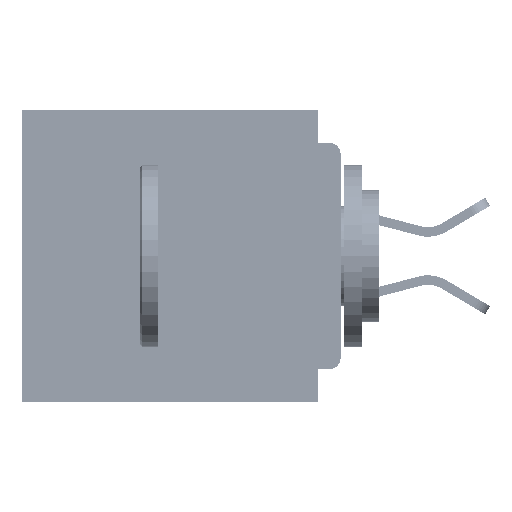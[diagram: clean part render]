
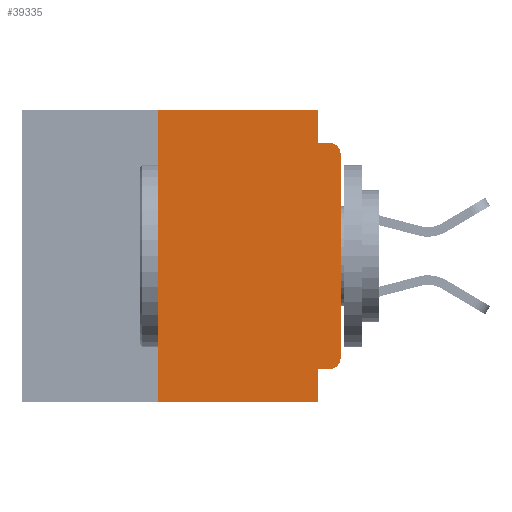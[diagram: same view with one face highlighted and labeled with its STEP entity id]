
A CAD part, left-side view. The second image highlights one B-rep face of the part: STEP entity #39335.
In plain terms, the highlighted planar face has unit normal (-1, 0, 0).
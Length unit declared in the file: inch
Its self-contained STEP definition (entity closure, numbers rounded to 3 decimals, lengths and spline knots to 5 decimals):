
#628 = VECTOR ( 'NONE', #49428, 39.37008 ) ;
#1036 = VERTEX_POINT ( 'NONE', #18754 ) ;
#1244 = CARTESIAN_POINT ( 'NONE',  ( 0., 0., -0.34 ) ) ;
#2547 = LINE ( 'NONE', #15783, #14460 ) ;
#4479 = EDGE_CURVE ( 'NONE', #22795, #38042, #42719, .T. ) ;
#4544 = EDGE_CURVE ( 'NONE', #5438, #31578, #17610, .T. ) ;
#4634 = ORIENTED_EDGE ( 'NONE', *, *, #55446, .T. ) ;
#5438 = VERTEX_POINT ( 'NONE', #36788 ) ;
#5948 = CARTESIAN_POINT ( 'NONE',  ( 0., 0.031, -0.355 ) ) ;
#6890 = VERTEX_POINT ( 'NONE', #37945 ) ;
#9260 = CARTESIAN_POINT ( 'NONE',  ( 0., 0.25, -0.4 ) ) ;
#10137 = VERTEX_POINT ( 'NONE', #52185 ) ;
#10807 = AXIS2_PLACEMENT_3D ( 'NONE', #49103, #22526, #53519 ) ;
#12697 = DIRECTION ( 'NONE',  ( 0., 0., -1. ) ) ;
#13787 = CARTESIAN_POINT ( 'NONE',  ( 0., 0., -0.045 ) ) ;
#13895 = ORIENTED_EDGE ( 'NONE', *, *, #4479, .T. ) ;
#14460 = VECTOR ( 'NONE', #46962, 39.37008 ) ;
#14628 = EDGE_LOOP ( 'NONE', ( #4634, #31084, #57382, #55741, #50880, #25139, #13895, #53794, #35504, #29902 ) ) ;
#15493 = EDGE_CURVE ( 'NONE', #31578, #47614, #24535, .T. ) ;
#15783 = CARTESIAN_POINT ( 'NONE',  ( 0., 0.031, -0.4 ) ) ;
#17150 = CARTESIAN_POINT ( 'NONE',  ( 0., 0.437, 0. ) ) ;
#17610 = LINE ( 'NONE', #48325, #32276 ) ;
#18643 = CARTESIAN_POINT ( 'NONE',  ( 0., 0.015, -0.34 ) ) ;
#18754 = CARTESIAN_POINT ( 'NONE',  ( 0., 0., -0.06 ) ) ;
#19893 = FACE_OUTER_BOUND ( 'NONE', #14628, .T. ) ;
#21548 = EDGE_CURVE ( 'NONE', #10137, #29154, #48170, .T. ) ;
#21665 = DIRECTION ( 'NONE',  ( 0., 0., -1. ) ) ;
#22402 = AXIS2_PLACEMENT_3D ( 'NONE', #18643, #49745, #23154 ) ;
#22526 = DIRECTION ( 'NONE',  ( -1., 0., 0. ) ) ;
#22770 = CARTESIAN_POINT ( 'NONE',  ( 0., 0.015, -0.045 ) ) ;
#22795 = VERTEX_POINT ( 'NONE', #9260 ) ;
#23154 = DIRECTION ( 'NONE',  ( 0., 0., -1. ) ) ;
#24535 = LINE ( 'NONE', #13787, #628 ) ;
#25139 = ORIENTED_EDGE ( 'NONE', *, *, #30956, .F. ) ;
#27125 = LINE ( 'NONE', #53250, #49330 ) ;
#27299 = DIRECTION ( 'NONE',  ( 0., 0., 1. ) ) ;
#28333 = CIRCLE ( 'NONE', #10807, 0.015 ) ;
#28395 = EDGE_CURVE ( 'NONE', #1036, #47614, #28333, .T. ) ;
#29154 = VERTEX_POINT ( 'NONE', #1244 ) ;
#29902 = ORIENTED_EDGE ( 'NONE', *, *, #21548, .T. ) ;
#30887 = VECTOR ( 'NONE', #56813, 39.37008 ) ;
#30956 = EDGE_CURVE ( 'NONE', #22795, #6890, #57113, .T. ) ;
#31084 = ORIENTED_EDGE ( 'NONE', *, *, #28395, .T. ) ;
#31578 = VERTEX_POINT ( 'NONE', #40454 ) ;
#32276 = VECTOR ( 'NONE', #12697, 39.37008 ) ;
#32514 = VECTOR ( 'NONE', #40206, 39.37008 ) ;
#33424 = EDGE_CURVE ( 'NONE', #37620, #38042, #2547, .T. ) ;
#35504 = ORIENTED_EDGE ( 'NONE', *, *, #38698, .F. ) ;
#36010 = CARTESIAN_POINT ( 'NONE',  ( 0., 0.25, -0.4 ) ) ;
#36788 = CARTESIAN_POINT ( 'NONE',  ( 0., 0.031, 0. ) ) ;
#37620 = VERTEX_POINT ( 'NONE', #5948 ) ;
#37945 = CARTESIAN_POINT ( 'NONE',  ( 0., 0.25, 0. ) ) ;
#38042 = VERTEX_POINT ( 'NONE', #53565 ) ;
#38698 = EDGE_CURVE ( 'NONE', #10137, #37620, #44372, .T. ) ;
#39197 = PLANE ( 'NONE',  #48506 ) ;
#39335 = ADVANCED_FACE ( 'NONE', ( #19893 ), #39197, .F. ) ;
#40206 = DIRECTION ( 'NONE',  ( 0., 1., 0. ) ) ;
#40454 = CARTESIAN_POINT ( 'NONE',  ( 0., 0.031, -0.045 ) ) ;
#42488 = EDGE_CURVE ( 'NONE', #6890, #5438, #45934, .T. ) ;
#42719 = LINE ( 'NONE', #43536, #30887 ) ;
#43536 = CARTESIAN_POINT ( 'NONE',  ( 0., 0.437, -0.4 ) ) ;
#44372 = LINE ( 'NONE', #48898, #32514 ) ;
#44434 = DIRECTION ( 'NONE',  ( 0., 0., 1. ) ) ;
#44568 = VECTOR ( 'NONE', #56787, 39.37008 ) ;
#45934 = LINE ( 'NONE', #47734, #44568 ) ;
#46962 = DIRECTION ( 'NONE',  ( 0., 0., -1. ) ) ;
#47614 = VERTEX_POINT ( 'NONE', #22770 ) ;
#47734 = CARTESIAN_POINT ( 'NONE',  ( 0., 0.437, 0. ) ) ;
#48170 = CIRCLE ( 'NONE', #22402, 0.015 ) ;
#48266 = DIRECTION ( 'NONE',  ( 1., 0., 0. ) ) ;
#48325 = CARTESIAN_POINT ( 'NONE',  ( 0., 0.031, 0. ) ) ;
#48506 = AXIS2_PLACEMENT_3D ( 'NONE', #17150, #48266, #21665 ) ;
#48898 = CARTESIAN_POINT ( 'NONE',  ( 0., 0., -0.355 ) ) ;
#49103 = CARTESIAN_POINT ( 'NONE',  ( 0., 0.015, -0.06 ) ) ;
#49330 = VECTOR ( 'NONE', #44434, 39.37008 ) ;
#49428 = DIRECTION ( 'NONE',  ( 0., -1., 0. ) ) ;
#49745 = DIRECTION ( 'NONE',  ( -1., 0., 0. ) ) ;
#50880 = ORIENTED_EDGE ( 'NONE', *, *, #42488, .F. ) ;
#52185 = CARTESIAN_POINT ( 'NONE',  ( 0., 0.015, -0.355 ) ) ;
#53250 = CARTESIAN_POINT ( 'NONE',  ( 0., 0., 0. ) ) ;
#53519 = DIRECTION ( 'NONE',  ( 0., 0., -1. ) ) ;
#53565 = CARTESIAN_POINT ( 'NONE',  ( 0., 0.031, -0.4 ) ) ;
#53794 = ORIENTED_EDGE ( 'NONE', *, *, #33424, .F. ) ;
#54292 = VECTOR ( 'NONE', #27299, 39.37008 ) ;
#55446 = EDGE_CURVE ( 'NONE', #29154, #1036, #27125, .T. ) ;
#55741 = ORIENTED_EDGE ( 'NONE', *, *, #4544, .F. ) ;
#56787 = DIRECTION ( 'NONE',  ( 0., -1., 0. ) ) ;
#56813 = DIRECTION ( 'NONE',  ( 0., -1., 0. ) ) ;
#57113 = LINE ( 'NONE', #36010, #54292 ) ;
#57382 = ORIENTED_EDGE ( 'NONE', *, *, #15493, .F. ) ;
